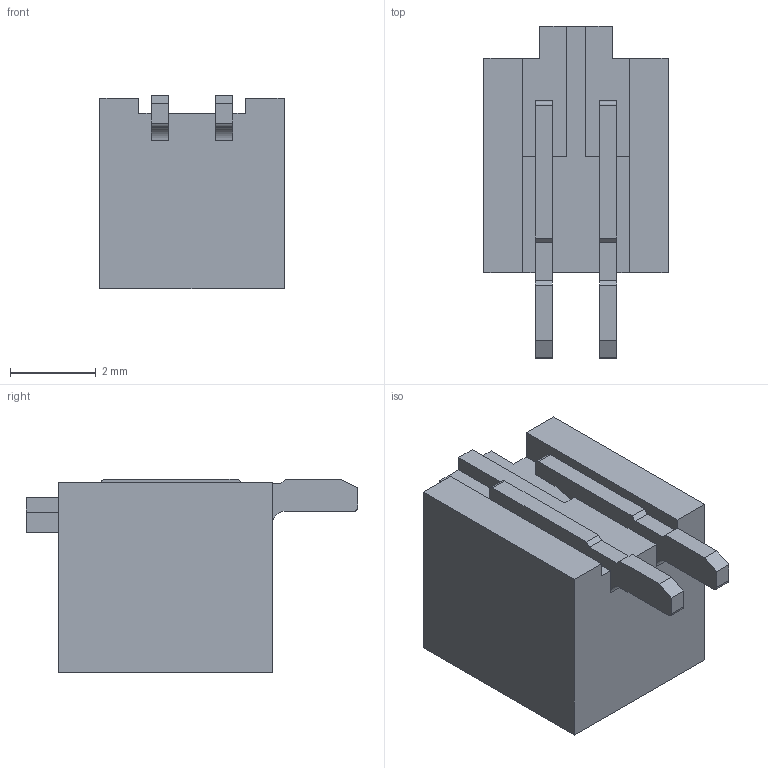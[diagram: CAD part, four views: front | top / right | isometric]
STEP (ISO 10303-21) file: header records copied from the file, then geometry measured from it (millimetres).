
FILE_DESCRIPTION( ( 'STEP AP214' ), '1' );
FILE_NAME( 'psolqas12495051326.stp', '2020-02-13T11:49:50', ( '' ), ( '' ), ' ', 'PARTsolutions', ' ' );
FILE_SCHEMA( ( 'AUTOMOTIVE_DESIGN { 1 0 10303 214 1 1 1 1 }' ) );
Length unit declared in the file: metre
Products named in the file (1): 1
Bounding box: 4.3 x 7.75 x 4.52 mm (x, y, z)
Volume: 59.3 mm3; surface area: 208.7 mm2
Topology: 1 solids, 1 shells, 91 faces, 255 edges, 168 vertices
Faces by surface type: plane 85, cylinder 6
Entity records: 2888 total; most frequent: CARTESIAN_POINT 515, ORIENTED_EDGE 510, DIRECTION 451, EDGE_CURVE 255, LINE 243, VECTOR 243, VERTEX_POINT 168, AXIS2_PLACEMENT_3D 104
